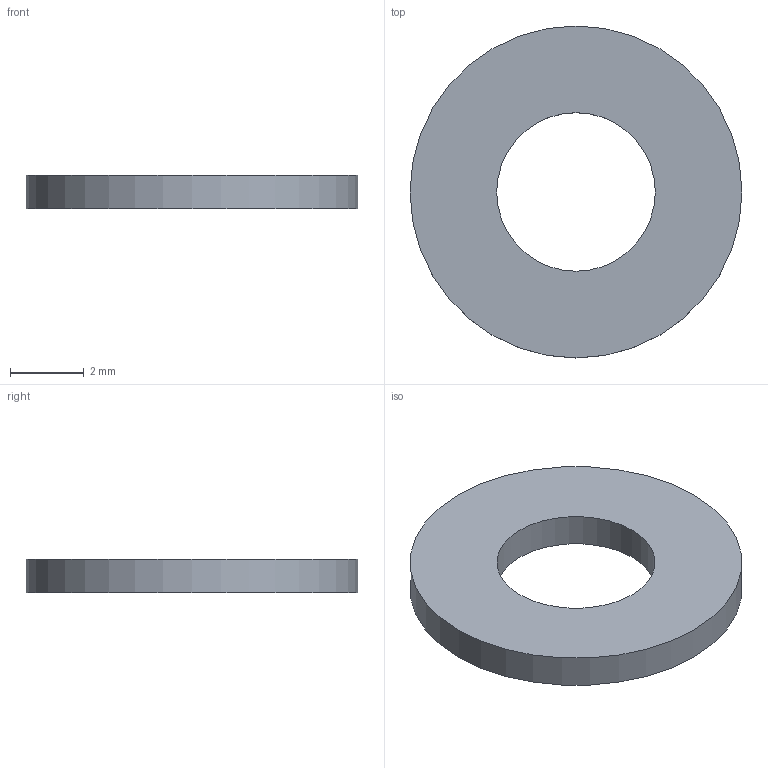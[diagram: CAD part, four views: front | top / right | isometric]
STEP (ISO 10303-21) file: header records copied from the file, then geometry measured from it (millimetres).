
FILE_DESCRIPTION(/* description */ (''),/* implementation_level */ '2;1');
FILE_NAME(/* name */ 'M4 Washer.step',/* time_stamp */ '2018-06-29T23:29:38+02:00',/* author */ ('boelle'),/* organization */ (''),/* preprocessor_version */ 'ST-DEVELOPER v17',/* originating_system */ 'Autodesk Translation Framework v7.1.0.215',/* authorisation */ '');
FILE_SCHEMA (('AUTOMOTIVE_DESIGN { 1 0 10303 214 3 1 1 }'));
Length unit declared in the file: millimetre
Products named in the file (2): M4 Washer; 98269A430
Assembly tree (1 placements, depth 2):
  M4 Washer
    98269A430
Bounding box: 9 x 9 x 0.9 mm (x, y, z)
Volume: 44.2 mm3; surface area: 135.8 mm2
Topology: 1 solids, 1 shells, 4 faces, 10 edges, 8 vertices
Faces by surface type: cylinder 2, plane 2
Full cylindrical faces by diameter (mm): 4.3 x1, 9 x1
Entity records: 206 total; most frequent: DIRECTION 34, CARTESIAN_POINT 26, ORIENTED_EDGE 20, AXIS2_PLACEMENT_3D 16, EDGE_CURVE 10, CIRCLE 8, VERTEX_POINT 8, EDGE_LOOP 6
